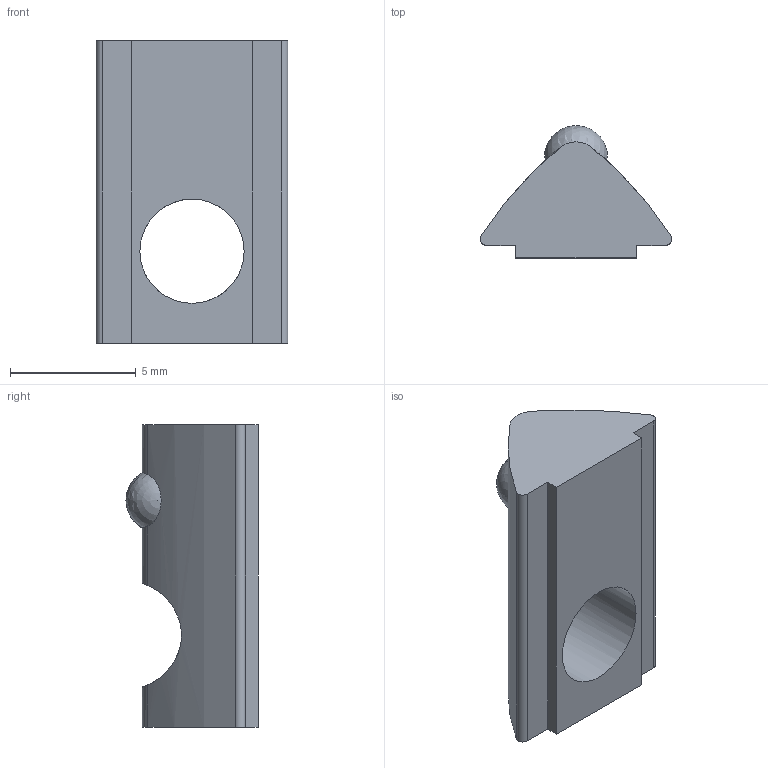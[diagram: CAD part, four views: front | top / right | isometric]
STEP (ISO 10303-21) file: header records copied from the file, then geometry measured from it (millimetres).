
FILE_DESCRIPTION(/* description */ ('CURSORE M5 12X7.5 CAVA5 CULLA CON SFERETTA'),/* implementation_level */ '2;1');
FILE_NAME(/* name */ 'CDDCU0000060.stp',/* time_stamp */ '2022-11-18T09:52:16+01:00',/* author */ ('tecnico7'),/* organization */ (''),/* preprocessor_version */ 'ST-DEVELOPER v18.1',/* originating_system */ 'Autodesk Inventor 2022',/* authorisation */ '');
FILE_SCHEMA (('AUTOMOTIVE_DESIGN { 1 0 10303 214 3 1 1 }'));
Length unit declared in the file: millimetre
Products named in the file (1): CDDCU0000060
Bounding box: 7.6 x 5.25 x 12 mm (x, y, z)
Volume: 210.7 mm3; surface area: 304.5 mm2
Topology: 1 solids, 1 shells, 16 faces, 50 edges, 34 vertices
Faces by surface type: cylinder 8, plane 7, sphere 1
Full cylindrical faces by diameter (mm): 4.134 x1
Entity records: 704 total; most frequent: CARTESIAN_POINT 216, ORIENTED_EDGE 96, DIRECTION 83, EDGE_CURVE 48, VERTEX_POINT 34, AXIS2_PLACEMENT_3D 29, LINE 25, VECTOR 25
